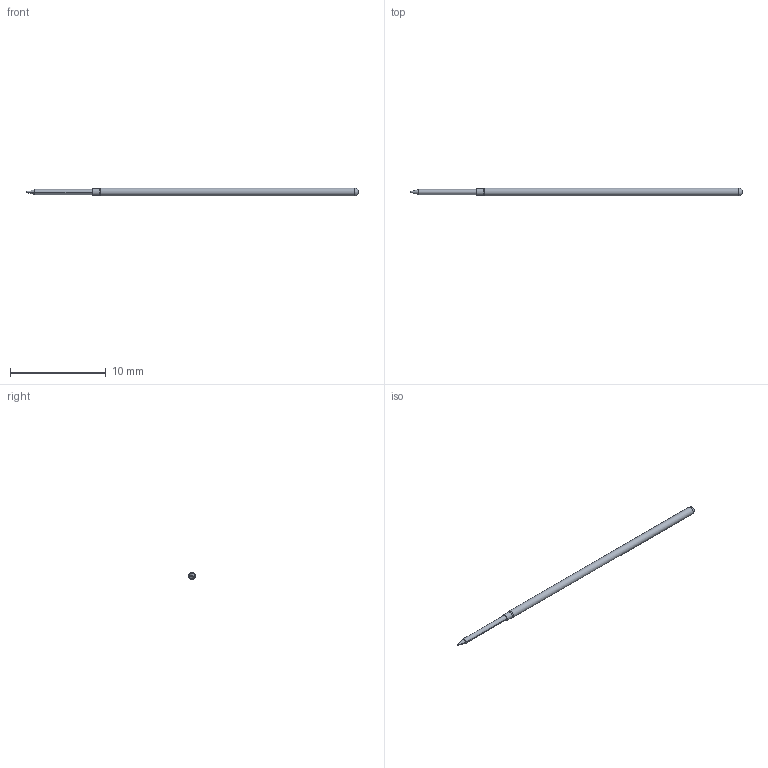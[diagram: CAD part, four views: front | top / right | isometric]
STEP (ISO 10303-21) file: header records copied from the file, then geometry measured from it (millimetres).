
FILE_DESCRIPTION (( 'STEP AP214' ), '1' );
FILE_NAME ('050-PTP2541_-_.STEP', '2017-10-17T19:18:48', ( '' ), ( '' ), 'SwSTEP 2.0', 'SolidWorks 2017', '' );
FILE_SCHEMA (( 'AUTOMOTIVE_DESIGN' ));
Length unit declared in the file: inch
Products named in the file (1): 050-PTP2541_-_
Bounding box: 34.59 x 0.78 x 0.78 mm (x, y, z)
Volume: 14.6 mm3; surface area: 79.1 mm2
Topology: 1 solids, 1 shells, 11 faces, 20 edges, 12 vertices
Faces by surface type: cylinder 4, cone 3, plane 3, torus 1
Full cylindrical faces by diameter (mm): 0.711 x1, 0.782 x1
Entity records: 427 total; most frequent: DIRECTION 50, CARTESIAN_POINT 38, ORIENTED_EDGE 30, AXIS2_PLACEMENT_3D 23, EDGE_LOOP 16, EDGE_CURVE 15, UNCERTAINTY_MEASURE_WITH_UNIT 14, DIMENSIONAL_EXPONENTS 14
